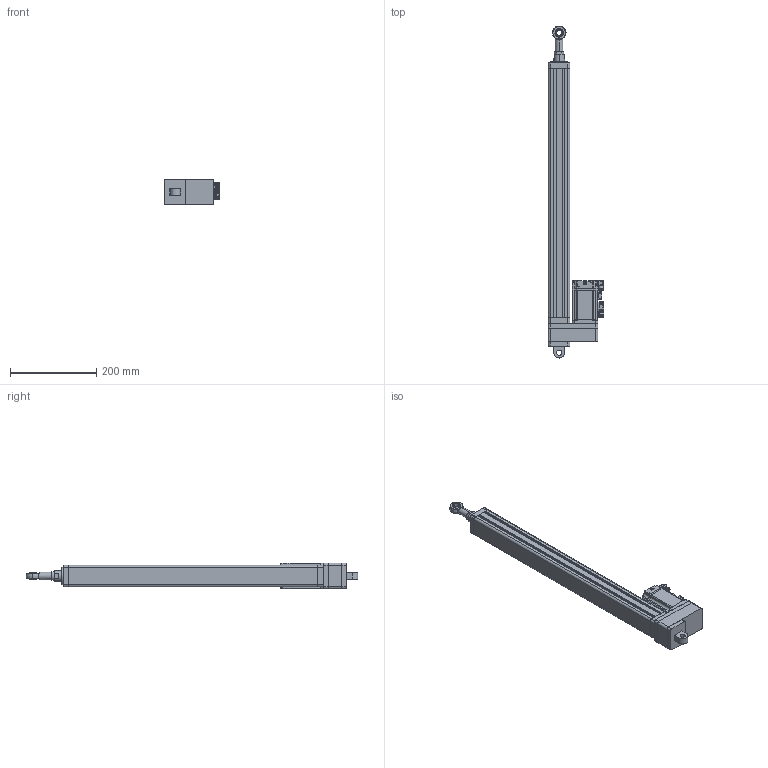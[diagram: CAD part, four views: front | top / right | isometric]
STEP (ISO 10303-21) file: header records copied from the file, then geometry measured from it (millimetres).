
FILE_DESCRIPTION (( 'STEP AP203' ), '1' );
FILE_NAME ('RLA50-5QX-1.35KN-R500-125mm-s.STEP', '2025-01-18T08:21:36', ( '微软用户' ), ( '微软中国' ), 'SwSTEP 2.0', 'SolidWorks 2022', '' );
FILE_SCHEMA (( 'CONFIG_CONTROL_DESIGN' ));
Length unit declared in the file: millimetre
Products named in the file (36): 30_1_1_1_2_1.stp; _1-SO-289790001_1_1_1.stp; RLA50-5QX-1.35KN-R500-125mm-s; 21E8-005-1072-P4_1_1_1_1.stp; 50缸后单销耳; 50缸行程500折叠; 31900522--1-SOL000_1_1_1_2_1.stp; rebn-12; _1-SO-399010001_1_1_1.stp; _1-SO-188120001_1_1_1.stp; _1-SO-21790001_1_1_1.stp; MS1H1-20B30CB-A334Z_ASM_1-36006_ASM.stp; MS1H1-20B30CB-A334Z_ASM_1-36042_ASM.stp; 31090647--1-SOL000_1_1_1_1.stp; _1-SO-298830001_1_1_1.stp; _1-SO-413620001_1_1_1.stp; _1-SO-884970001_1_1_1.stp; 22060240_2_1_1_1.stp; 21E8-005-1073-P4_1_1_1_1.stp; _1-SO-95280001_1_1_1.stp; 31100246--1-SOLI00_1_1_1_2_1.stp; 10_1_1_1_1.stp; MS1H1-20B30CB-A334Z_1_ASM_1_ASM_ASM.stp; MS1H1-20B30CB-(x)334Z.stp; _1-SO-358530001_1_1_1.stp; 22010150--1-SOLI00_1_1_1_2_1.stp; _1-SO-341280001_1_1_1.stp; 200W-3000带刹车; 31740004--1-SOLI00_1_1_1_2_1.stp; _1-SO-327880001_1_1_1.stp; _60-1-SO0001_1_1_1_2_1.stp; _1-SO-678380001_1_1_1.stp; MS1H1-20B30CB-A334Z-S_ASM_1_ASM.stp; 31090515--MS1H1-200001_1_1_1.stp; _1-SO-584080001_1_1_1.stp; _1-SO-388380001_1_1_1.stp
Assembly tree (36 placements, depth 8):
  RLA50-5QX-1.35KN-R500-125mm-s
    50缸行程500折叠
    200W-3000带刹车
      MS1H1-20B30CB-(x)334Z.stp
        MS1H1-20B30CB-A334Z-S_ASM_1_ASM.stp
          MS1H1-20B30CB-A334Z_ASM_1-36042_ASM.stp
            MS1H1-20B30CB-A334Z_ASM_1-36006_ASM.stp
              MS1H1-20B30CB-A334Z_1_ASM_1_ASM_ASM.stp
                _1-SO-21790001_1_1_1.stp
                _1-SO-95280001_1_1_1.stp
                31090515--MS1H1-200001_1_1_1.stp
                _1-SO-188120001_1_1_1.stp
                _1-SO-289790001_1_1_1.stp
                _1-SO-298830001_1_1_1.stp
                22010150--1-SOLI00_1_1_1_2_1.stp
                31900522--1-SOL000_1_1_1_2_1.stp
                _1-SO-327880001_1_1_1.stp
                _1-SO-341280001_1_1_1.stp
                _60-1-SO0001_1_1_1_2_1.stp
                _1-SO-358530001_1_1_1.stp
                _1-SO-388380001_1_1_1.stp
                _1-SO-399010001_1_1_1.stp
                31100246--1-SOLI00_1_1_1_2_1.stp
                _1-SO-413620001_1_1_1.stp
                _1-SO-584080001_1_1_1.stp
                31740004--1-SOLI00_1_1_1_2_1.stp
                10_1_1_1_1.stp
                31090647--1-SOL000_1_1_1_1.stp
                _1-SO-678380001_1_1_1.stp
                30_1_1_1_2_1.stp
                _1-SO-884970001_1_1_1.stp
          21E8-005-1072-P4_1_1_1_1.stp
          21E8-005-1073-P4_1_1_1_1.stp
          22060240_2_1_1_1.stp  x2
    50缸后单销耳
    rebn-12
Bounding box: 130.1 x 771.5 x 60 mm (x, y, z)
Volume: 1335075 mm3; surface area: 372692 mm2
Topology: 29 solids, 34 shells, 2074 faces, 5556 edges, 3614 vertices
Faces by surface type: plane 1187, cylinder 623, bspline 117, torus 95, cone 48, sphere 4
Entity records: 76361 total; most frequent: CARTESIAN_POINT 21173, ORIENTED_EDGE 10932, DIRECTION 10513, EDGE_CURVE 5470, VERTEX_POINT 3570, AXIS2_PLACEMENT_3D 3530, VECTOR 3453, LINE 3453
